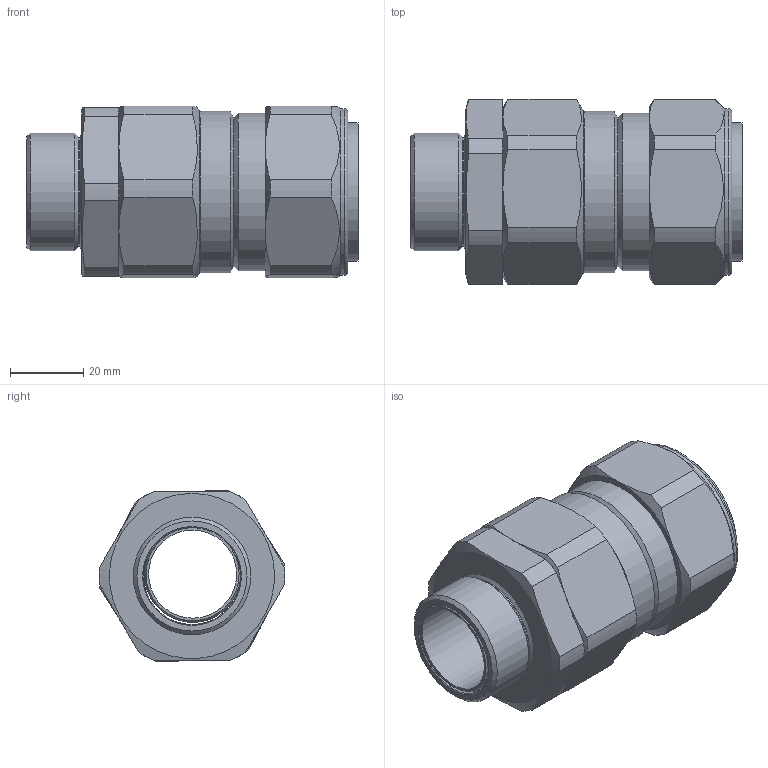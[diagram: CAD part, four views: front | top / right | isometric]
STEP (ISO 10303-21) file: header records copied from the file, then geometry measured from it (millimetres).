
FILE_DESCRIPTION (( 'STEP AP203' ), '1' );
FILE_NAME ('32PX2KX1RA.STEP', '2017-05-05T08:41:54', ( '' ), ( '' ), 'SwSTEP 2.0', 'SolidWorks 2017', '' );
FILE_SCHEMA (( 'CONFIG_CONTROL_DESIGN' ));
Length unit declared in the file: millimetre
Products named in the file (1): 32PX2KX1RA
Bounding box: 90.45 x 50.6 x 46.79 mm (x, y, z)
Surface area: 25268.3 mm2 (no closed solid volume)
Topology: 0 solids, 7 shells, 85 faces, 209 edges, 132 vertices
Faces by surface type: cylinder 29, cone 27, plane 26, torus 3
Full cylindrical faces by diameter (mm): 24 x1, 26.35 x1, 26.45 x1, 29.95 x1, 32 x1, 34 x1, 34.1 x1, 40.718 x1, 43 x1, 44 x1, 45.5 x1
Entity records: 2650 total; most frequent: CARTESIAN_POINT 742, DIRECTION 392, ORIENTED_EDGE 327, AXIS2_PLACEMENT_3D 175, EDGE_CURVE 173, VERTEX_POINT 125, EDGE_LOOP 122, FACE_OUTER_BOUND 99
